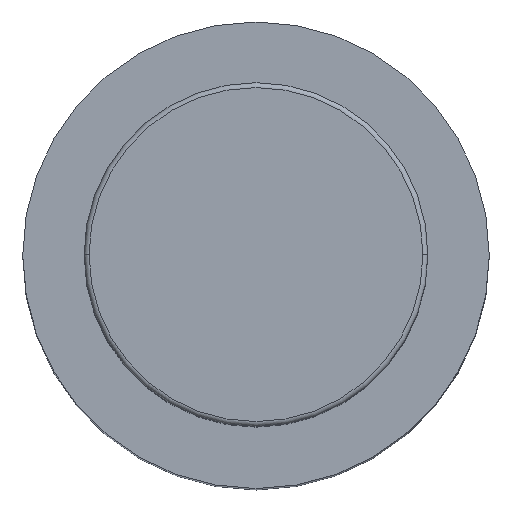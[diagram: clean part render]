
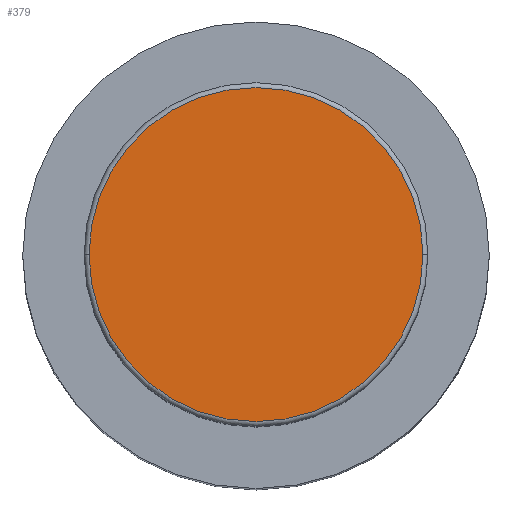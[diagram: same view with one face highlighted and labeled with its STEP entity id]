
A CAD part, top view. The second image highlights one B-rep face of the part: STEP entity #379.
In plain terms, the highlighted planar face has unit normal (0, 0, 1).
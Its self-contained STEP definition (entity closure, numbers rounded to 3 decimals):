
#82 = AXIS2_PLACEMENT_3D ( 'NONE', #1180, #602, #1275 ) ;
#98 = ORIENTED_EDGE ( 'NONE', *, *, #575, .T. ) ;
#299 = DIRECTION ( 'NONE',  ( 0., 0., 1. ) ) ;
#314 = CARTESIAN_POINT ( 'NONE',  ( -34., 0., 250. ) ) ;
#369 = CIRCLE ( 'NONE', #696, 34. ) ;
#379 = ADVANCED_FACE ( 'NONE', ( #1171 ), #1046, .T. ) ;
#462 = DIRECTION ( 'NONE',  ( 0., 0., 1. ) ) ;
#575 = EDGE_CURVE ( 'NONE', #1121, #1085, #927, .T. ) ;
#602 = DIRECTION ( 'NONE',  ( 0., 0., 1. ) ) ;
#627 = EDGE_CURVE ( 'NONE', #1085, #1121, #369, .T. ) ;
#661 = CARTESIAN_POINT ( 'NONE',  ( 0., 0., 250. ) ) ;
#696 = AXIS2_PLACEMENT_3D ( 'NONE', #905, #299, #1002 ) ;
#756 = EDGE_LOOP ( 'NONE', ( #98, #836 ) ) ;
#836 = ORIENTED_EDGE ( 'NONE', *, *, #627, .T. ) ;
#905 = CARTESIAN_POINT ( 'NONE',  ( 0., 0., 250. ) ) ;
#927 = CIRCLE ( 'NONE', #82, 34. ) ;
#983 = AXIS2_PLACEMENT_3D ( 'NONE', #661, #462, #1147 ) ;
#1002 = DIRECTION ( 'NONE',  ( 1., 0., 0. ) ) ;
#1046 = PLANE ( 'NONE',  #983 ) ;
#1085 = VERTEX_POINT ( 'NONE', #314 ) ;
#1117 = CARTESIAN_POINT ( 'NONE',  ( 34., 0., 250. ) ) ;
#1121 = VERTEX_POINT ( 'NONE', #1117 ) ;
#1147 = DIRECTION ( 'NONE',  ( 1., 0., 0. ) ) ;
#1171 = FACE_OUTER_BOUND ( 'NONE', #756, .T. ) ;
#1180 = CARTESIAN_POINT ( 'NONE',  ( 0., 0., 250. ) ) ;
#1275 = DIRECTION ( 'NONE',  ( 1., 0., 0. ) ) ;
